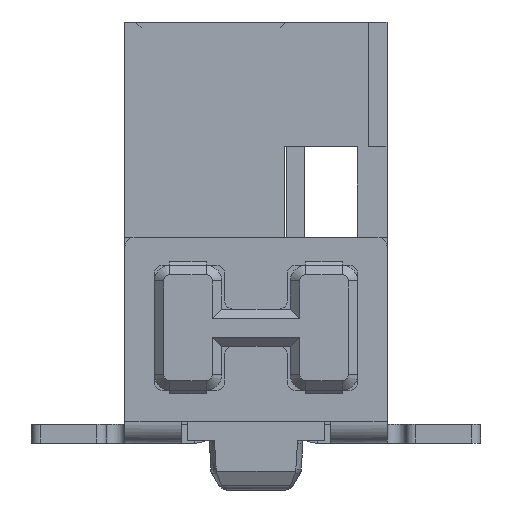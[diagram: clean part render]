
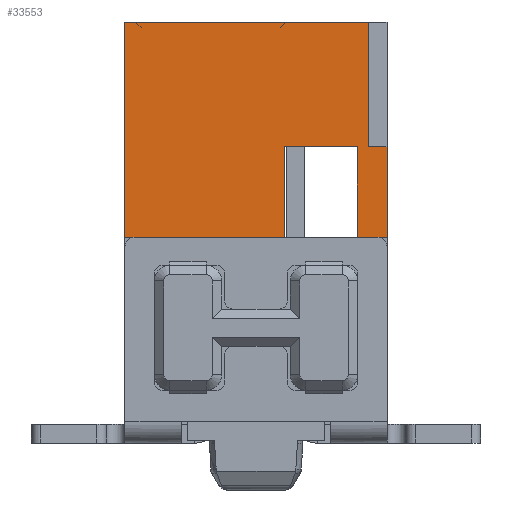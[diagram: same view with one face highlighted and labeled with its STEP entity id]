
A CAD part, left-side view. The second image highlights one B-rep face of the part: STEP entity #33553.
In plain terms, the highlighted planar face has unit normal (-1, 0, 0).
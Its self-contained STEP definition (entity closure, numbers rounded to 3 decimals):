
#1657=FACE_OUTER_BOUND('',#3352,.T.);
#3352=EDGE_LOOP('',(#26529,#26530,#26531,#26532,#26533,#26534,#26535,#26536,
#26537,#26538));
#4595=LINE('',#46025,#9134);
#5925=LINE('',#49116,#10464);
#5931=LINE('',#49129,#10470);
#7817=LINE('',#52611,#12356);
#7818=LINE('',#52612,#12357);
#7824=LINE('',#52623,#12363);
#7835=LINE('',#52645,#12374);
#7836=LINE('',#52646,#12375);
#7837=LINE('',#52648,#12376);
#7838=LINE('',#52649,#12377);
#9134=VECTOR('',#37250,3.45);
#10464=VECTOR('',#39180,1.45);
#10470=VECTOR('',#39188,1.45);
#12356=VECTOR('',#42028,0.475);
#12357=VECTOR('',#42029,2.55);
#12363=VECTOR('',#42039,3.9);
#12374=VECTOR('',#42052,0.3);
#12375=VECTOR('',#42053,2.);
#12376=VECTOR('',#42054,1.45);
#12377=VECTOR('',#42055,1.175);
#13668=VERTEX_POINT('',#46022);
#13669=VERTEX_POINT('',#46024);
#15016=VERTEX_POINT('',#49113);
#15017=VERTEX_POINT('',#49115);
#15022=VERTEX_POINT('',#49126);
#15023=VERTEX_POINT('',#49128);
#15061=VERTEX_POINT('',#49238);
#16099=VERTEX_POINT('',#52622);
#16109=VERTEX_POINT('',#52644);
#16110=VERTEX_POINT('',#52647);
#16936=EDGE_CURVE('',#13668,#13669,#4595,.T.);
#18433=EDGE_CURVE('',#15017,#15016,#5925,.T.);
#18439=EDGE_CURVE('',#15023,#15022,#5931,.T.);
#20351=EDGE_CURVE('',#15022,#15017,#7817,.T.);
#20352=EDGE_CURVE('',#13668,#15061,#7818,.T.);
#20358=EDGE_CURVE('',#16099,#13669,#7824,.T.);
#20369=EDGE_CURVE('',#16109,#15016,#7835,.T.);
#20370=EDGE_CURVE('',#16109,#16099,#7836,.T.);
#20371=EDGE_CURVE('',#16110,#15061,#7837,.T.);
#20372=EDGE_CURVE('',#15023,#16110,#7838,.T.);
#26529=ORIENTED_EDGE('',*,*,#20369,.F.);
#26530=ORIENTED_EDGE('',*,*,#20370,.T.);
#26531=ORIENTED_EDGE('',*,*,#20358,.T.);
#26532=ORIENTED_EDGE('',*,*,#16936,.F.);
#26533=ORIENTED_EDGE('',*,*,#20352,.T.);
#26534=ORIENTED_EDGE('',*,*,#20371,.F.);
#26535=ORIENTED_EDGE('',*,*,#20372,.F.);
#26536=ORIENTED_EDGE('',*,*,#18439,.T.);
#26537=ORIENTED_EDGE('',*,*,#20351,.T.);
#26538=ORIENTED_EDGE('',*,*,#18433,.T.);
#31982=PLANE('',#35512);
#33553=ADVANCED_FACE('',(#1657),#31982,.F.);
#35512=AXIS2_PLACEMENT_3D('',#52643,#42050,#42051);
#37250=DIRECTION('',(0.,0.,1.));
#39180=DIRECTION('',(0.,0.,1.));
#39188=DIRECTION('',(0.,0.,-1.));
#42028=DIRECTION('',(0.,-1.,0.));
#42029=DIRECTION('',(0.,-1.,0.));
#42039=DIRECTION('',(0.,1.,0.));
#42050=DIRECTION('center_axis',(1.,0.,0.));
#42051=DIRECTION('ref_axis',(0.,0.,-1.));
#42052=DIRECTION('',(0.,-1.,0.));
#42053=DIRECTION('',(0.,0.,1.));
#42054=DIRECTION('',(0.,0.,-1.));
#42055=DIRECTION('',(0.,1.,0.));
#46022=CARTESIAN_POINT('',(-22.965,2.1,3.25));
#46024=CARTESIAN_POINT('',(-22.965,2.1,6.7));
#46025=CARTESIAN_POINT('',(-22.965,2.1,-4.359));
#49113=CARTESIAN_POINT('',(-22.965,-2.1,4.7));
#49115=CARTESIAN_POINT('',(-22.965,-2.1,3.25));
#49116=CARTESIAN_POINT('',(-22.965,-2.1,-4.359));
#49126=CARTESIAN_POINT('',(-22.965,-1.625,3.25));
#49128=CARTESIAN_POINT('',(-22.965,-1.625,4.7));
#49129=CARTESIAN_POINT('',(-22.965,-1.625,8.379));
#49238=CARTESIAN_POINT('',(-22.965,-0.45,3.25));
#52611=CARTESIAN_POINT('',(-22.965,2.1,3.25));
#52612=CARTESIAN_POINT('',(-22.965,2.1,3.25));
#52622=CARTESIAN_POINT('',(-22.965,-1.8,6.7));
#52623=CARTESIAN_POINT('',(-22.965,2.1,6.7));
#52643=CARTESIAN_POINT('Origin',(-22.965,2.1,-4.359));
#52644=CARTESIAN_POINT('',(-22.965,-1.8,4.7));
#52645=CARTESIAN_POINT('',(-22.965,-2.1,4.7));
#52646=CARTESIAN_POINT('',(-22.965,-1.8,4.7));
#52647=CARTESIAN_POINT('',(-22.965,-0.45,4.7));
#52648=CARTESIAN_POINT('',(-22.965,-0.45,8.379));
#52649=CARTESIAN_POINT('',(-22.965,-0.45,4.7));
